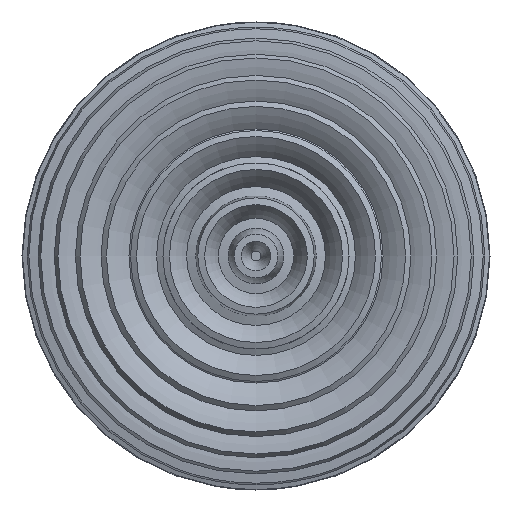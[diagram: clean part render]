
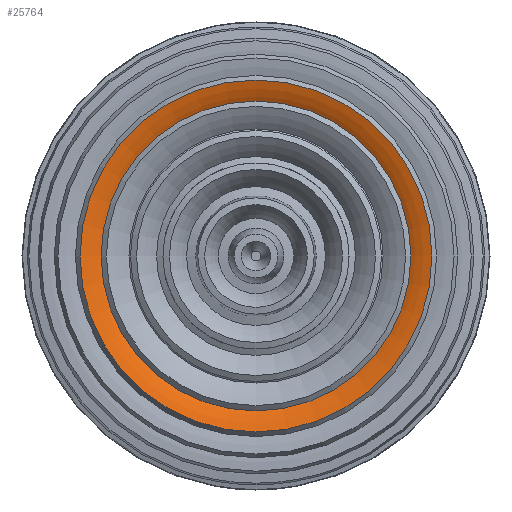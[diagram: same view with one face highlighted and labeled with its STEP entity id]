
A CAD part, left-side view. The second image highlights one B-rep face of the part: STEP entity #25764.
In plain terms, the highlighted toroidal (fillet/blend) face has major radius 88.826 mm and minor radius 40 mm.
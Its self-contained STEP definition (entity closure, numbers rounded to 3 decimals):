
#533 = AXIS2_PLACEMENT_3D ( 'NONE', #23769, #3370, #12455 ) ;
#1575 = DIRECTION ( 'NONE',  ( 0., -1., 0. ) ) ;
#1580 = EDGE_CURVE ( 'NONE', #6048, #6048, #14279, .T. ) ;
#1669 = DIRECTION ( 'NONE',  ( 0., -1., 0. ) ) ;
#2242 = EDGE_LOOP ( 'NONE', ( #26421 ) ) ;
#3359 = VERTEX_POINT ( 'NONE', #24209 ) ;
#3370 = DIRECTION ( 'NONE',  ( -1., 0., 0. ) ) ;
#3965 = EDGE_CURVE ( 'NONE', #3359, #3359, #29143, .T. ) ;
#4032 = AXIS2_PLACEMENT_3D ( 'NONE', #26583, #17363, #1575 ) ;
#6048 = VERTEX_POINT ( 'NONE', #8147 ) ;
#8147 = CARTESIAN_POINT ( 'NONE',  ( -64.712, -67.832, 0. ) ) ;
#10220 = FACE_OUTER_BOUND ( 'NONE', #2242, .T. ) ;
#12455 = DIRECTION ( 'NONE',  ( 0., -1., 0. ) ) ;
#12830 = DIRECTION ( 'NONE',  ( -1., 0., 0. ) ) ;
#14279 = CIRCLE ( 'NONE', #19051, 67.832 ) ;
#15225 = CARTESIAN_POINT ( 'NONE',  ( -64.712, 0., 0. ) ) ;
#17363 = DIRECTION ( 'NONE',  ( -1., 0., 0. ) ) ;
#19051 = AXIS2_PLACEMENT_3D ( 'NONE', #15225, #12830, #1669 ) ;
#20238 = TOROIDAL_SURFACE ( 'NONE', #4032, 88.826, 40. ) ;
#23672 = ORIENTED_EDGE ( 'NONE', *, *, #1580, .F. ) ;
#23769 = CARTESIAN_POINT ( 'NONE',  ( -69.388, 0., 0. ) ) ;
#24209 = CARTESIAN_POINT ( 'NONE',  ( -69.388, -78.805, 0. ) ) ;
#25251 = FACE_OUTER_BOUND ( 'NONE', #29152, .T. ) ;
#25764 = ADVANCED_FACE ( 'NONE', ( #25251, #10220 ), #20238, .T. ) ;
#26421 = ORIENTED_EDGE ( 'NONE', *, *, #3965, .T. ) ;
#26583 = CARTESIAN_POINT ( 'NONE',  ( -30.664, 0., 0. ) ) ;
#29143 = CIRCLE ( 'NONE', #533, 78.805 ) ;
#29152 = EDGE_LOOP ( 'NONE', ( #23672 ) ) ;
